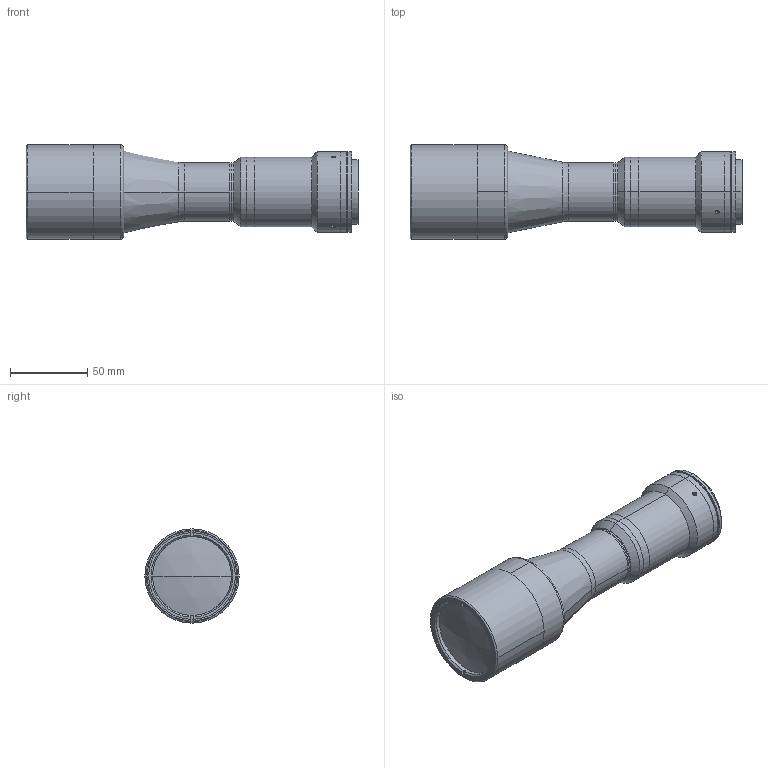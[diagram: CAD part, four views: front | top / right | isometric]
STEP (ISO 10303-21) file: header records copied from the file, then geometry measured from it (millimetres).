
FILE_DESCRIPTION (( 'STEP AP203' ), '1' );
FILE_NAME ('DP32083-A_TC10M036-J.step', '2022-12-06T16:19:07', ( '' ), ( '' ), 'SwSTEP 2.0', 'SolidWorks 2021', '' );
FILE_SCHEMA (( 'CONFIG_CONTROL_DESIGN' ));
Length unit declared in the file: millimetre
Products named in the file (1): DP32083-A_TC10M036-J
Bounding box: 214.73 x 61 x 61 mm (x, y, z)
Surface area: 53431.5 mm2 (no closed solid volume)
Topology: 0 solids, 18 shells, 96 faces, 268 edges, 189 vertices
Faces by surface type: cylinder 46, plane 28, cone 14, torus 6, sphere 2
Entity records: 3430 total; most frequent: CARTESIAN_POINT 794, DIRECTION 604, ORIENTED_EDGE 420, EDGE_CURVE 268, AXIS2_PLACEMENT_3D 255, VERTEX_POINT 189, CIRCLE 158, EDGE_LOOP 124
